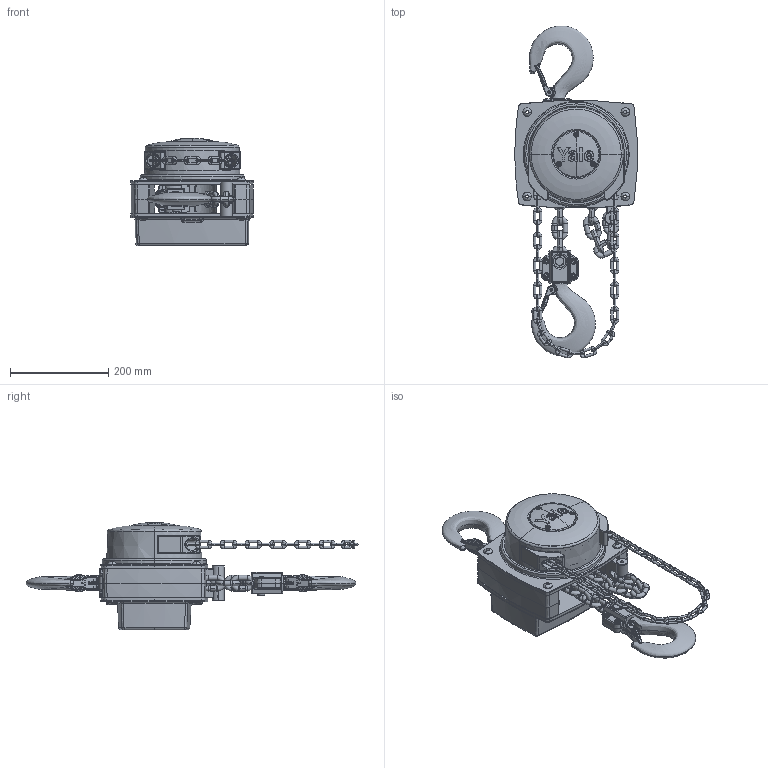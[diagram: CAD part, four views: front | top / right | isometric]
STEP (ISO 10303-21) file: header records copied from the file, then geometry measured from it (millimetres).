
FILE_DESCRIPTION (( 'STEP AP203' ), '1' );
FILE_NAME ('YL III 3,0t.STEP', '2011-11-14T07:37:09', ( 'Yale Industrial Products GmbH' ), ( 'Yale Industrial Products GmbH' ), 'SwSTEP 2.0', 'SolidWorks 2010', '' );
FILE_SCHEMA (( 'CONFIG_CONTROL_DESIGN' ));
Length unit declared in the file: millimetre
Products named in the file (1): YL III 3,0t
Bounding box: 249.19 x 676.34 x 219.25 mm (x, y, z)
Surface area: 751589.7 mm2 (no closed solid volume)
Topology: 0 solids, 168 shells, 1934 faces, 5879 edges, 3955 vertices
Faces by surface type: cylinder 602, torus 577, plane 349, bspline 182, cone 152, sphere 72
Entity records: 113667 total; most frequent: CARTESIAN_POINT 63130, DIRECTION 11141, ORIENTED_EDGE 9431, EDGE_CURVE 5764, AXIS2_PLACEMENT_3D 4716, VERTEX_POINT 3887, CIRCLE 2963, EDGE_LOOP 2178
